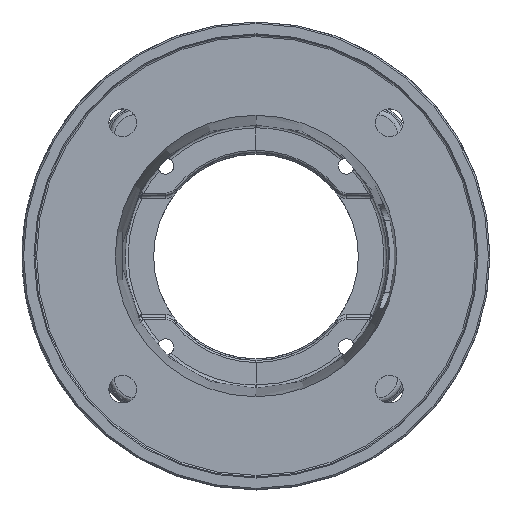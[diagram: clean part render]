
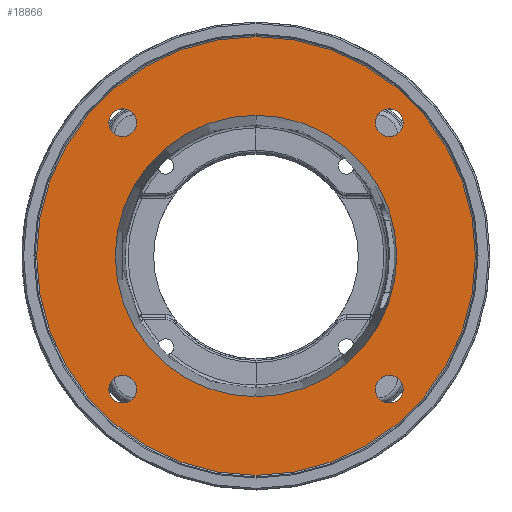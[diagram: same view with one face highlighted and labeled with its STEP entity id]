
A CAD part, top view. The second image highlights one B-rep face of the part: STEP entity #18866.
In plain terms, the highlighted planar face has unit normal (0, 0, 1).
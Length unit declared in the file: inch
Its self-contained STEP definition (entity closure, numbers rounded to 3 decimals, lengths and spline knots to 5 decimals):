
#616=CARTESIAN_POINT('',(0.,0.,-0.2075));
#617=DIRECTION('',(0.,0.,1.));
#618=DIRECTION('',(0.,1.,0.));
#619=AXIS2_PLACEMENT_3D('',#616,#617,#618);
#2151=CARTESIAN_POINT('',(0.,0.,-0.2075));
#2152=DIRECTION('',(0.,0.,1.));
#2153=DIRECTION('',(0.,-1.,0.));
#2154=AXIS2_PLACEMENT_3D('',#2151,#2152,#2153);
#3567=CARTESIAN_POINT('',(0.,0.,-0.2075));
#3568=DIRECTION('',(0.,0.,-1.));
#3569=DIRECTION('',(0.,1.,0.));
#3570=AXIS2_PLACEMENT_3D('',#3567,#3568,#3569);
#3572=CARTESIAN_POINT('',(0.,0.,-0.2075));
#3573=DIRECTION('',(0.,0.,1.));
#3574=DIRECTION('',(0.,1.,0.));
#3575=AXIS2_PLACEMENT_3D('',#3572,#3573,#3574);
#3623=CARTESIAN_POINT('',(-2.56326,2.56326,-0.2075));
#3624=DIRECTION('',(0.,0.,-1.));
#3625=DIRECTION('',(-0.707,0.707,0.));
#3626=AXIS2_PLACEMENT_3D('',#3623,#3624,#3625);
#3633=CARTESIAN_POINT('',(-2.56326,2.56326,-0.2075));
#3634=DIRECTION('',(0.,0.,-1.));
#3635=DIRECTION('',(0.707,-0.707,0.));
#3636=AXIS2_PLACEMENT_3D('',#3633,#3634,#3635);
#3659=CARTESIAN_POINT('',(-2.56326,-2.56326,-0.2075));
#3660=DIRECTION('',(0.,0.,-1.));
#3661=DIRECTION('',(-0.707,-0.707,0.));
#3662=AXIS2_PLACEMENT_3D('',#3659,#3660,#3661);
#3669=CARTESIAN_POINT('',(-2.56326,-2.56326,-0.2075));
#3670=DIRECTION('',(0.,0.,-1.));
#3671=DIRECTION('',(0.707,0.707,0.));
#3672=AXIS2_PLACEMENT_3D('',#3669,#3670,#3671);
#3695=CARTESIAN_POINT('',(2.56326,-2.56326,-0.2075));
#3696=DIRECTION('',(0.,0.,-1.));
#3697=DIRECTION('',(0.707,-0.707,0.));
#3698=AXIS2_PLACEMENT_3D('',#3695,#3696,#3697);
#3705=CARTESIAN_POINT('',(2.56326,-2.56326,-0.2075));
#3706=DIRECTION('',(0.,0.,-1.));
#3707=DIRECTION('',(-0.707,0.707,0.));
#3708=AXIS2_PLACEMENT_3D('',#3705,#3706,#3707);
#3731=CARTESIAN_POINT('',(2.56326,2.56326,-0.2075));
#3732=DIRECTION('',(0.,0.,-1.));
#3733=DIRECTION('',(0.707,0.707,0.));
#3734=AXIS2_PLACEMENT_3D('',#3731,#3732,#3733);
#3741=CARTESIAN_POINT('',(2.56326,2.56326,-0.2075));
#3742=DIRECTION('',(0.,0.,-1.));
#3743=DIRECTION('',(-0.707,-0.707,0.));
#3744=AXIS2_PLACEMENT_3D('',#3741,#3742,#3743);
#11952=CARTESIAN_POINT('',(0.,4.22,-0.2075));
#11954=VERTEX_POINT('',#11952);
#11958=CARTESIAN_POINT('',(0.,-4.22,-0.2075));
#11960=VERTEX_POINT('',#11958);
#11964=CARTESIAN_POINT('',(0.,2.70736,-0.2075));
#11965=CARTESIAN_POINT('',(0.,-2.70736,-0.2075));
#11966=VERTEX_POINT('',#11964);
#11967=VERTEX_POINT('',#11965);
#11972=CARTESIAN_POINT('',(-2.75065,2.75065,-0.2075));
#11973=CARTESIAN_POINT('',(-2.37588,2.37588,-0.2075));
#11974=VERTEX_POINT('',#11972);
#11975=VERTEX_POINT('',#11973);
#11976=CARTESIAN_POINT('',(-2.75065,-2.75065,-0.2075));
#11977=CARTESIAN_POINT('',(-2.37588,-2.37588,-0.2075));
#11978=VERTEX_POINT('',#11976);
#11979=VERTEX_POINT('',#11977);
#11980=CARTESIAN_POINT('',(2.75065,-2.75065,-0.2075));
#11981=CARTESIAN_POINT('',(2.37588,-2.37588,-0.2075));
#11982=VERTEX_POINT('',#11980);
#11983=VERTEX_POINT('',#11981);
#11984=CARTESIAN_POINT('',(2.75065,2.75065,-0.2075));
#11985=CARTESIAN_POINT('',(2.37588,2.37588,-0.2075));
#11986=VERTEX_POINT('',#11984);
#11987=VERTEX_POINT('',#11985);
#18827=CARTESIAN_POINT('',(0.,0.,-0.2075));
#18828=DIRECTION('',(0.,0.,1.));
#18829=DIRECTION('',(0.,1.,0.));
#18830=AXIS2_PLACEMENT_3D('',#18827,#18828,#18829);
#18831=PLANE('',#18830);
#18833=ORIENTED_EDGE('',*,*,#18832,.T.);
#18835=ORIENTED_EDGE('',*,*,#18834,.F.);
#18836=EDGE_LOOP('',(#18833,#18835));
#18837=FACE_OUTER_BOUND('',#18836,.F.);
#18838=ORIENTED_EDGE('',*,*,#12942,.T.);
#18839=ORIENTED_EDGE('',*,*,#15776,.T.);
#18840=EDGE_LOOP('',(#18838,#18839));
#18841=FACE_BOUND('',#18840,.F.);
#18843=ORIENTED_EDGE('',*,*,#18842,.F.);
#18845=ORIENTED_EDGE('',*,*,#18844,.F.);
#18846=EDGE_LOOP('',(#18843,#18845));
#18847=FACE_BOUND('',#18846,.F.);
#18849=ORIENTED_EDGE('',*,*,#18848,.F.);
#18851=ORIENTED_EDGE('',*,*,#18850,.F.);
#18852=EDGE_LOOP('',(#18849,#18851));
#18853=FACE_BOUND('',#18852,.F.);
#18855=ORIENTED_EDGE('',*,*,#18854,.F.);
#18857=ORIENTED_EDGE('',*,*,#18856,.F.);
#18858=EDGE_LOOP('',(#18855,#18857));
#18859=FACE_BOUND('',#18858,.F.);
#18861=ORIENTED_EDGE('',*,*,#18860,.F.);
#18863=ORIENTED_EDGE('',*,*,#18862,.F.);
#18864=EDGE_LOOP('',(#18861,#18863));
#18865=FACE_BOUND('',#18864,.F.);
#18866=ADVANCED_FACE('',(#18837,#18841,#18847,#18853,#18859,#18865),#18831,.T.);
#620=CIRCLE('',#619,2.70736);
#2155=CIRCLE('',#2154,2.70736);
#3571=CIRCLE('',#3570,4.22);
#3576=CIRCLE('',#3575,4.22);
#3627=CIRCLE('',#3626,0.265);
#3637=CIRCLE('',#3636,0.265);
#3663=CIRCLE('',#3662,0.265);
#3673=CIRCLE('',#3672,0.265);
#3699=CIRCLE('',#3698,0.265);
#3709=CIRCLE('',#3708,0.265);
#3735=CIRCLE('',#3734,0.265);
#3745=CIRCLE('',#3744,0.265);
#12942=EDGE_CURVE('',#11966,#11967,#620,.T.);
#15776=EDGE_CURVE('',#11967,#11966,#2155,.T.);
#18832=EDGE_CURVE('',#11954,#11960,#3571,.T.);
#18834=EDGE_CURVE('',#11954,#11960,#3576,.T.);
#18842=EDGE_CURVE('',#11974,#11975,#3627,.T.);
#18844=EDGE_CURVE('',#11975,#11974,#3637,.T.);
#18848=EDGE_CURVE('',#11978,#11979,#3663,.T.);
#18850=EDGE_CURVE('',#11979,#11978,#3673,.T.);
#18854=EDGE_CURVE('',#11982,#11983,#3699,.T.);
#18856=EDGE_CURVE('',#11983,#11982,#3709,.T.);
#18860=EDGE_CURVE('',#11986,#11987,#3735,.T.);
#18862=EDGE_CURVE('',#11987,#11986,#3745,.T.);
